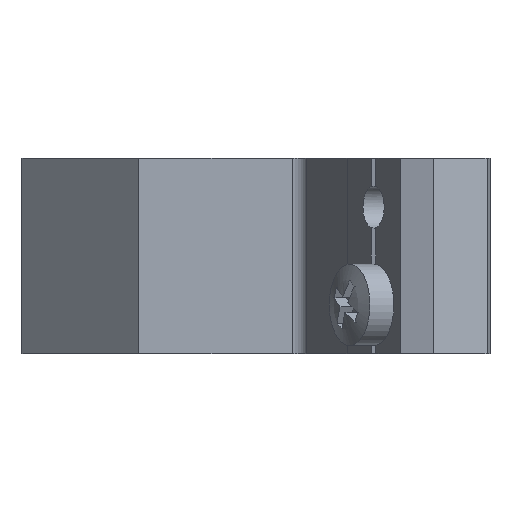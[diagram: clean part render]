
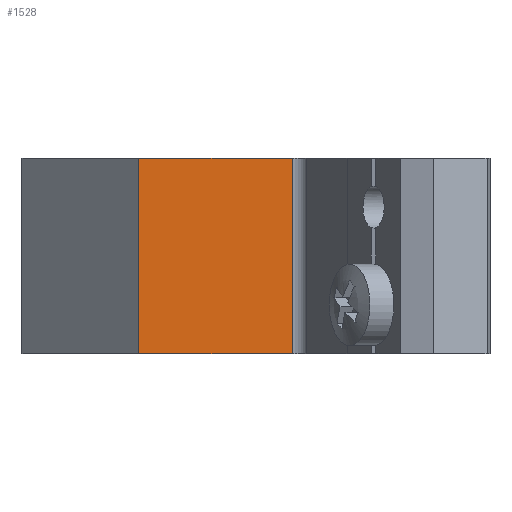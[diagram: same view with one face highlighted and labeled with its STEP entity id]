
A CAD part, left-side view. The second image highlights one B-rep face of the part: STEP entity #1528.
In plain terms, the highlighted planar face has unit normal (-1, 0, 0).
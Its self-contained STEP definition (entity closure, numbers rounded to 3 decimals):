
#79=LINE('',#2365,#237);
#128=LINE('',#2477,#286);
#129=LINE('',#2480,#287);
#130=LINE('',#2481,#288);
#237=VECTOR('',#1887,10.);
#286=VECTOR('',#1994,10.);
#287=VECTOR('',#1997,10.);
#288=VECTOR('',#1998,10.);
#383=PLANE('',#1695);
#489=FACE_OUTER_BOUND('',#579,.T.);
#579=EDGE_LOOP('',(#1248,#1249,#1250,#1251));
#744=VERTEX_POINT('',#2362);
#745=VERTEX_POINT('',#2364);
#779=VERTEX_POINT('',#2475);
#780=VERTEX_POINT('',#2479);
#903=EDGE_CURVE('',#745,#744,#79,.T.);
#960=EDGE_CURVE('',#779,#744,#128,.T.);
#961=EDGE_CURVE('',#779,#780,#129,.T.);
#962=EDGE_CURVE('',#780,#745,#130,.T.);
#1248=ORIENTED_EDGE('',*,*,#961,.T.);
#1249=ORIENTED_EDGE('',*,*,#962,.T.);
#1250=ORIENTED_EDGE('',*,*,#903,.T.);
#1251=ORIENTED_EDGE('',*,*,#960,.F.);
#1528=ADVANCED_FACE('',(#489),#383,.T.);
#1695=AXIS2_PLACEMENT_3D('',#2478,#1995,#1996);
#1887=DIRECTION('',(0.,-1.,0.));
#1994=DIRECTION('',(0.,0.,-1.));
#1995=DIRECTION('center_axis',(-1.,0.,0.));
#1996=DIRECTION('ref_axis',(0.,0.,1.));
#1997=DIRECTION('',(0.,1.,0.));
#1998=DIRECTION('',(0.,0.,-1.));
#2362=CARTESIAN_POINT('',(9.4,0.199,-11.5));
#2364=CARTESIAN_POINT('',(9.4,9.643,-11.5));
#2365=CARTESIAN_POINT('',(9.4,0.199,-11.5));
#2475=CARTESIAN_POINT('',(9.4,0.199,0.5));
#2477=CARTESIAN_POINT('',(9.4,0.199,0.));
#2478=CARTESIAN_POINT('Origin',(9.4,0.199,0.));
#2479=CARTESIAN_POINT('',(9.4,9.643,0.5));
#2480=CARTESIAN_POINT('',(9.4,0.199,0.5));
#2481=CARTESIAN_POINT('',(9.4,9.643,0.));
